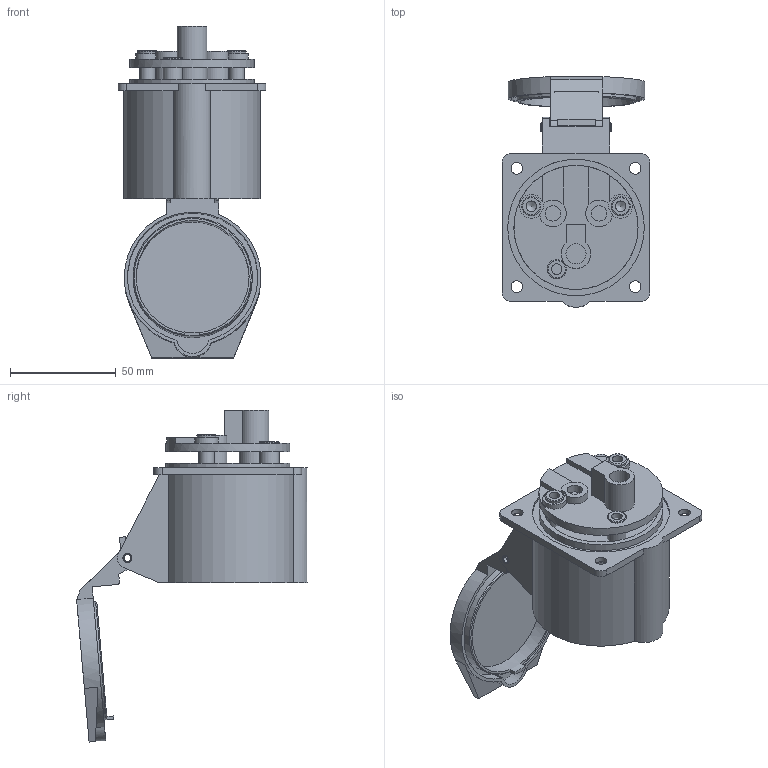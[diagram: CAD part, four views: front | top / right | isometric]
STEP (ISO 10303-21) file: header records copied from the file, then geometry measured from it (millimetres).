
FILE_DESCRIPTION(/* description */ (''),/* implementation_level */ '2;1');
FILE_NAME(/* name */ 'FNP2-323_stp.stp',/* time_stamp */ '2025-03-01T15:29:39+08:00',/* author */ (''),/* organization */ (''),/* preprocessor_version */ 'ST-DEVELOPER v16',/* originating_system */ 'SIEMENS PLM Software NX 10.0',/* authorisation */ '');
FILE_SCHEMA (('AUTOMOTIVE_DESIGN { 1 0 10303 214 3 1 1 1 }'));
Length unit declared in the file: millimetre
Products named in the file (1): Admi89E8012Efnrq
Bounding box: 70 x 109.27 x 157.22 mm (x, y, z)
Volume: 170458.7 mm3; surface area: 77307.5 mm2
Topology: 11 solids, 11 shells, 191 faces, 448 edges, 299 vertices
Faces by surface type: plane 106, cylinder 65, cone 15, torus 5
Full cylindrical faces by diameter (mm): 3.2 x1, 4 x2, 4.3 x1, 5 x4, 5.5 x4, 6.4 x2, 7.2 x2, 7.3 x4, 8.2 x1, 8.4 x1, 9.119 x1, 9.5 x2, 12.6 x2, 14 x3, 46.5 x1, 53.5 x1, 54.133 x1, 56.5 x1, 58.8 x2, 64.7 x1
Entity records: 5372 total; most frequent: DIRECTION 920, CARTESIAN_POINT 856, ORIENTED_EDGE 740, EDGE_CURVE 370, AXIS2_PLACEMENT_3D 361, EDGE_LOOP 287, VERTEX_POINT 281, LINE 198
